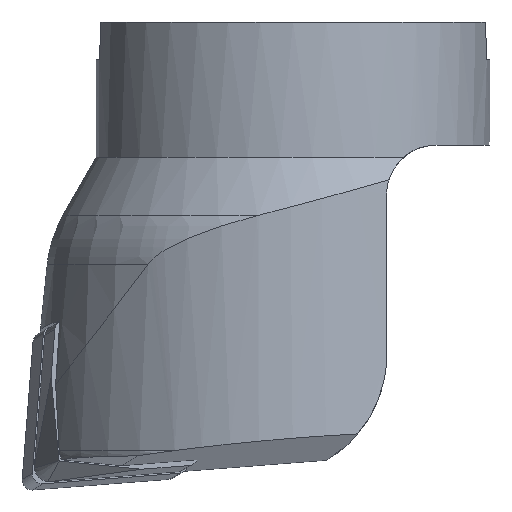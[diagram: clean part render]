
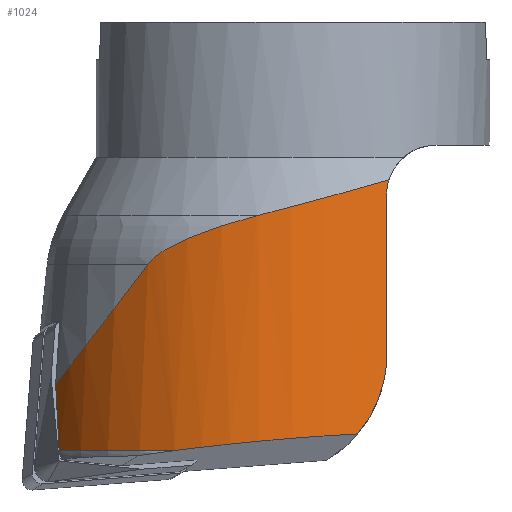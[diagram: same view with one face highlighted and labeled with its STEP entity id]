
A CAD part, front view. The second image highlights one B-rep face of the part: STEP entity #1024.
In plain terms, the highlighted cylindrical face has radius 18.5 mm (diameter 37 mm), a partial arc.
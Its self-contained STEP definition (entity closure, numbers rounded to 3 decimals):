
#410=EDGE_CURVE('240[2]',#1183,#1184,#1185,.T.);
#515=EDGE_CURVE('240[2]',#1156,#1355,#1356,.T.);
#582=EDGE_CURVE('240[2]',#1455,#1413,#1456,.T.);
#710=EDGE_CURVE('240[2]',#1627,#1628,#1629,.T.);
#739=EDGE_CURVE('240[2]',#1380,#1455,#1663,.T.);
#760=EDGE_CURVE('240[2]',#1413,#1627,#1690,.T.);
#938=EDGE_CURVE('240[2]',#1628,#1515,#1901,.T.);
#963=EDGE_CURVE('240[2]',#1851,#1156,#1930,.T.);
#993=EDGE_CURVE('240[2]',#1184,#1851,#1965,.T.);
#1006=EDGE_CURVE('240[2]',#1355,#1380,#1979,.T.);
#1024=ADVANCED_FACE('240[2]',(#2002),#2003,.T.);
#1040=EDGE_CURVE('240[2]',#1515,#1183,#2019,.T.);
#1156=VERTEX_POINT('NONE',#2172);
#1183=VERTEX_POINT('NONE',#2235);
#1184=VERTEX_POINT('NONE',#2236);
#1185=B_SPLINE_CURVE_WITH_KNOTS('',3,(#2237,#2238,#2239,#2240),.UNSPECIFIED.,.F.,.F.,(4,4),(0.015,0.015),.UNSPECIFIED.);
#1355=VERTEX_POINT('NONE',#2545);
#1356=(B_SPLINE_CURVE(3,(#2547,#2548,#2549,#2550),.UNSPECIFIED.,.F.,.F.)B_SPLINE_CURVE_WITH_KNOTS((4,4),(1.868,1.9),.UNSPECIFIED.)RATIONAL_B_SPLINE_CURVE((1.0,1.,1.,1.0))BOUNDED_CURVE()REPRESENTATION_ITEM('')GEOMETRIC_REPRESENTATION_ITEM()CURVE());
#1380=VERTEX_POINT('NONE',#2612);
#1413=VERTEX_POINT('NONE',#2683);
#1455=VERTEX_POINT('NONE',#2775);
#1456=(B_SPLINE_CURVE(3,(#2777,#2778,#2779,#2780),.UNSPECIFIED.,.F.,.F.)B_SPLINE_CURVE_WITH_KNOTS((4,4),(5.474,5.924),.UNSPECIFIED.)RATIONAL_B_SPLINE_CURVE((1.0,0.983,0.983,1.0))BOUNDED_CURVE()REPRESENTATION_ITEM('')GEOMETRIC_REPRESENTATION_ITEM()CURVE());
#1515=VERTEX_POINT('NONE',#2915);
#1627=VERTEX_POINT('NONE',#3121);
#1628=VERTEX_POINT('NONE',#3122);
#1629=LINE('',#3123,#3124);
#1663=(B_SPLINE_CURVE(3,(#3210,#3211,#3212,#3213),.UNSPECIFIED.,.F.,.F.)B_SPLINE_CURVE_WITH_KNOTS((4,4),(5.096,5.474),.UNSPECIFIED.)RATIONAL_B_SPLINE_CURVE((1.0,0.988,0.988,1.0))BOUNDED_CURVE()REPRESENTATION_ITEM('')GEOMETRIC_REPRESENTATION_ITEM()CURVE());
#1690=B_SPLINE_CURVE_WITH_KNOTS('',3,(#3274,#3275,#3276,#3277,#3278,#3279,#3280,#3281,#3282,#3283,#3284,#3285,#3286,#3287),.UNSPECIFIED.,.F.,.F.,(4,2,2,2,2,2,4),(0.002,0.003,0.004,0.006,0.006,0.007,0.009),.UNSPECIFIED.);
#1851=VERTEX_POINT('NONE',#3603);
#1901=B_SPLINE_CURVE_WITH_KNOTS('',3,(#3702,#3703,#3704,#3705),.UNSPECIFIED.,.F.,.F.,(4,4),(0.0,0.001),.UNSPECIFIED.);
#1930=B_SPLINE_CURVE_WITH_KNOTS('',3,(#3750,#3751,#3752,#3753,#3754,#3755,#3756,#3757,#3758,#3759),.UNSPECIFIED.,.F.,.F.,(4,2,2,2,4),(0.,0.004,0.007,0.011,0.015),.UNSPECIFIED.);
#1965=B_SPLINE_CURVE_WITH_KNOTS('',3,(#3813,#3814,#3815,#3816,#3817,#3818,#3819,#3820,#3821,#3822,#3823,#3824,#3825,#3826),.UNSPECIFIED.,.F.,.F.,(4,2,2,2,2,2,4),(0.,0.003,0.005,0.008,0.009,0.009,0.01),.UNSPECIFIED.);
#1979=CIRCLE('',#3854,18.5);
#2002=FACE_OUTER_BOUND('',#3886,.T.);
#2003=CYLINDRICAL_SURFACE('',#3887,18.5);
#2019=B_SPLINE_CURVE_WITH_KNOTS('',3,(#3950,#3951,#3952,#3953,#3954,#3955,#3956,#3957,#3958,#3959,#3960,#3961),.UNSPECIFIED.,.F.,.F.,(4,2,2,2,2,4),(0.003,0.005,0.006,0.009,0.012,0.015),.UNSPECIFIED.);
#2172=CARTESIAN_POINT('',(-19.279,-8.408,-29.402));
#2235=CARTESIAN_POINT('',(-2.8,-18.5,-15.695));
#2236=CARTESIAN_POINT('',(-2.898,-18.5,-15.72));
#2237=CARTESIAN_POINT('',(-2.8,-18.5,-15.695));
#2238=CARTESIAN_POINT('',(-2.833,-18.5,-15.704));
#2239=CARTESIAN_POINT('',(-2.865,-18.5,-15.712));
#2240=CARTESIAN_POINT('',(-2.898,-18.5,-15.72));
#2545=CARTESIAN_POINT('',(-18.999,-8.935,-34.8));
#2547=CARTESIAN_POINT('',(-19.279,-8.408,-29.402));
#2548=CARTESIAN_POINT('',(-19.188,-8.586,-31.21));
#2549=CARTESIAN_POINT('',(-19.095,-8.761,-33.01));
#2550=CARTESIAN_POINT('',(-18.999,-8.935,-34.8));
#2612=CARTESIAN_POINT('',(-9.622,-17.196,-34.8));
#2683=CARTESIAN_POINT('',(5.247,-16.658,-33.444));
#2775=CARTESIAN_POINT('',(-2.8,-18.5,-34.038));
#2777=CARTESIAN_POINT('',(-2.8,-18.5,-34.038));
#2778=CARTESIAN_POINT('',(-0.001,-18.5,-33.774));
#2779=CARTESIAN_POINT('',(2.727,-17.876,-33.572));
#2780=CARTESIAN_POINT('',(5.247,-16.658,-33.444));
#2915=CARTESIAN_POINT('',(7.776,-15.179,-12.827));
#3121=CARTESIAN_POINT('',(7.6,-15.3,-27.0));
#3122=CARTESIAN_POINT('',(7.6,-15.3,-14.0));
#3123=CARTESIAN_POINT('',(7.6,-15.3,-36.8));
#3124=VECTOR('',#4541,1000.0);
#3210=CARTESIAN_POINT('',(-9.622,-17.196,-34.8));
#3211=CARTESIAN_POINT('',(-7.444,-18.06,-34.516));
#3212=CARTESIAN_POINT('',(-5.143,-18.5,-34.259));
#3213=CARTESIAN_POINT('',(-2.8,-18.5,-34.038));
#3274=CARTESIAN_POINT('',(5.247,-16.658,-33.444));
#3275=CARTESIAN_POINT('',(5.429,-16.57,-33.227));
#3276=CARTESIAN_POINT('',(5.603,-16.482,-33.003));
#3277=CARTESIAN_POINT('',(5.933,-16.31,-32.536));
#3278=CARTESIAN_POINT('',(6.089,-16.225,-32.293));
#3279=CARTESIAN_POINT('',(6.526,-15.981,-31.546));
#3280=CARTESIAN_POINT('',(6.772,-15.833,-31.027));
#3281=CARTESIAN_POINT('',(7.074,-15.645,-30.214));
#3282=CARTESIAN_POINT('',(7.163,-15.588,-29.937));
#3283=CARTESIAN_POINT('',(7.319,-15.487,-29.371));
#3284=CARTESIAN_POINT('',(7.386,-15.444,-29.081));
#3285=CARTESIAN_POINT('',(7.546,-15.337,-28.199));
#3286=CARTESIAN_POINT('',(7.6,-15.3,-27.603));
#3287=CARTESIAN_POINT('',(7.6,-15.3,-27.0));
#3603=CARTESIAN_POINT('',(-11.786,-16.171,-19.675));
#3702=CARTESIAN_POINT('',(7.6,-15.3,-14.0));
#3703=CARTESIAN_POINT('',(7.6,-15.3,-13.596));
#3704=CARTESIAN_POINT('',(7.66,-15.26,-13.204));
#3705=CARTESIAN_POINT('',(7.776,-15.179,-12.827));
#3750=CARTESIAN_POINT('',(-11.786,-16.171,-19.675));
#3751=CARTESIAN_POINT('',(-12.488,-15.781,-20.609));
#3752=CARTESIAN_POINT('',(-13.177,-15.339,-21.52));
#3753=CARTESIAN_POINT('',(-14.526,-14.334,-23.29));
#3754=CARTESIAN_POINT('',(-15.186,-13.772,-24.15));
#3755=CARTESIAN_POINT('',(-16.466,-12.502,-25.808));
#3756=CARTESIAN_POINT('',(-17.09,-11.789,-26.612));
#3757=CARTESIAN_POINT('',(-18.251,-10.221,-28.097));
#3758=CARTESIAN_POINT('',(-18.792,-9.363,-28.785));
#3759=CARTESIAN_POINT('',(-19.279,-8.408,-29.402));
#3813=CARTESIAN_POINT('',(-2.898,-18.5,-15.72));
#3814=CARTESIAN_POINT('',(-3.725,-18.495,-15.935));
#3815=CARTESIAN_POINT('',(-4.539,-18.436,-16.161));
#3816=CARTESIAN_POINT('',(-6.137,-18.214,-16.652));
#3817=CARTESIAN_POINT('',(-6.922,-18.052,-16.915));
#3818=CARTESIAN_POINT('',(-8.454,-17.633,-17.504));
#3819=CARTESIAN_POINT('',(-9.206,-17.372,-17.829));
#3820=CARTESIAN_POINT('',(-10.259,-16.934,-18.406));
#3821=CARTESIAN_POINT('',(-10.598,-16.78,-18.613));
#3822=CARTESIAN_POINT('',(-11.079,-16.545,-18.968));
#3823=CARTESIAN_POINT('',(-11.234,-16.466,-19.094));
#3824=CARTESIAN_POINT('',(-11.526,-16.314,-19.366));
#3825=CARTESIAN_POINT('',(-11.663,-16.239,-19.511));
#3826=CARTESIAN_POINT('',(-11.786,-16.171,-19.675));
#3854=AXIS2_PLACEMENT_3D('',#4983,#4984,#4985);
#3886=EDGE_LOOP('',(#5014,#5015,#5016,#5017,#5018,#5019,#5020,#5021,#5022,#5023,#5024));
#3887=AXIS2_PLACEMENT_3D('',#5025,#5026,#5027);
#3950=CARTESIAN_POINT('',(7.776,-15.179,-12.827));
#3951=CARTESIAN_POINT('',(7.39,-15.448,-12.937));
#3952=CARTESIAN_POINT('',(6.994,-15.702,-13.049));
#3953=CARTESIAN_POINT('',(6.182,-16.18,-13.277));
#3954=CARTESIAN_POINT('',(5.764,-16.405,-13.394));
#3955=CARTESIAN_POINT('',(4.497,-17.026,-13.746));
#3956=CARTESIAN_POINT('',(3.631,-17.371,-13.984));
#3957=CARTESIAN_POINT('',(1.854,-17.929,-14.466));
#3958=CARTESIAN_POINT('',(0.944,-18.142,-14.711));
#3959=CARTESIAN_POINT('',(-0.919,-18.428,-15.205));
#3960=CARTESIAN_POINT('',(-1.857,-18.5,-15.451));
#3961=CARTESIAN_POINT('',(-2.8,-18.5,-15.695));
#4541=DIRECTION('',(0.,0.0,1.0));
#4983=CARTESIAN_POINT('',(-2.8,0.,-34.8));
#4984=DIRECTION('',(0.,0.0,1.0));
#4985=DIRECTION('',(0.0,1.0,0.0));
#5014=ORIENTED_EDGE('',*,*,#993,.T.);
#5015=ORIENTED_EDGE('',*,*,#963,.T.);
#5016=ORIENTED_EDGE('',*,*,#515,.T.);
#5017=ORIENTED_EDGE('',*,*,#1006,.T.);
#5018=ORIENTED_EDGE('',*,*,#739,.T.);
#5019=ORIENTED_EDGE('',*,*,#582,.T.);
#5020=ORIENTED_EDGE('',*,*,#760,.T.);
#5021=ORIENTED_EDGE('',*,*,#710,.T.);
#5022=ORIENTED_EDGE('',*,*,#938,.T.);
#5023=ORIENTED_EDGE('',*,*,#1040,.T.);
#5024=ORIENTED_EDGE('',*,*,#410,.T.);
#5025=CARTESIAN_POINT('',(-2.8,0.,-36.8));
#5026=DIRECTION('',(0.,0.0,1.0));
#5027=DIRECTION('',(0.0,-1.0,0.0));
